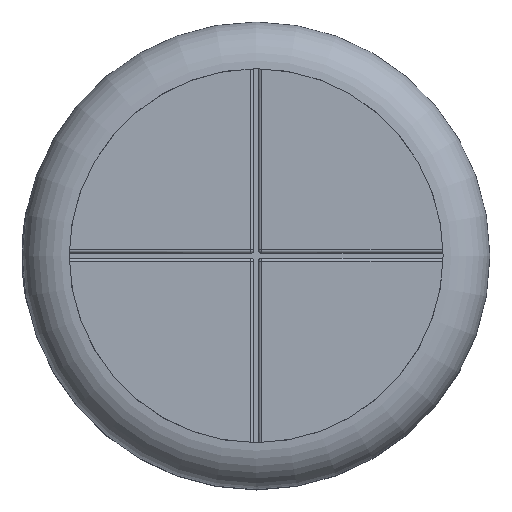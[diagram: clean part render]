
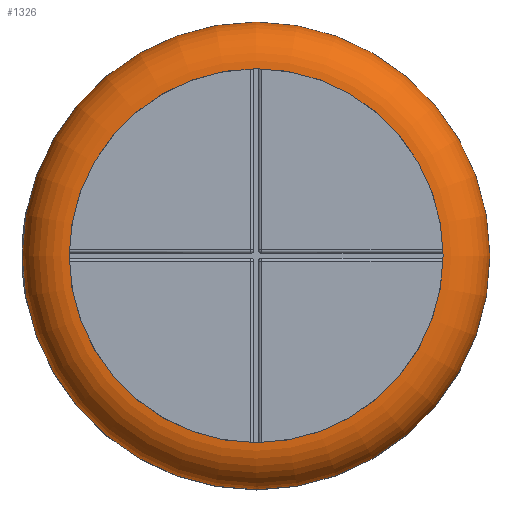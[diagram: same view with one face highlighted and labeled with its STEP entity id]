
A CAD part, top view. The second image highlights one B-rep face of the part: STEP entity #1326.
In plain terms, the highlighted toroidal (fillet/blend) face has major radius 4 mm and minor radius 1 mm.
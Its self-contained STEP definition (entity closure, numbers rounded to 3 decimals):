
#25=TOROIDAL_SURFACE('',#1482,4.,1.);
#401=FACE_OUTER_BOUND('',#477,.T.);
#477=EDGE_LOOP('',(#1245,#1246,#1247,#1248));
#505=CIRCLE('',#1398,4.);
#546=CIRCLE('',#1478,5.);
#548=CIRCLE('',#1483,1.);
#594=VERTEX_POINT('',#2075);
#671=VERTEX_POINT('',#2659);
#745=EDGE_CURVE('',#594,#594,#505,.T.);
#859=EDGE_CURVE('',#671,#671,#546,.T.);
#864=EDGE_CURVE('',#594,#671,#548,.T.);
#1245=ORIENTED_EDGE('',*,*,#745,.T.);
#1246=ORIENTED_EDGE('',*,*,#864,.T.);
#1247=ORIENTED_EDGE('',*,*,#859,.T.);
#1248=ORIENTED_EDGE('',*,*,#864,.F.);
#1326=ADVANCED_FACE('',(#401),#25,.T.);
#1398=AXIS2_PLACEMENT_3D('',#2076,#1638,#1639);
#1478=AXIS2_PLACEMENT_3D('',#2660,#1835,#1836);
#1482=AXIS2_PLACEMENT_3D('',#2667,#1846,#1847);
#1483=AXIS2_PLACEMENT_3D('',#2668,#1848,#1849);
#1638=DIRECTION('center_axis',(0.,0.,-1.));
#1639=DIRECTION('ref_axis',(1.,0.,0.));
#1835=DIRECTION('center_axis',(0.,0.,1.));
#1836=DIRECTION('ref_axis',(1.,0.,0.));
#1846=DIRECTION('center_axis',(0.,0.,1.));
#1847=DIRECTION('ref_axis',(1.,0.,0.));
#1848=DIRECTION('center_axis',(0.,-1.,0.));
#1849=DIRECTION('ref_axis',(-1.,0.,0.));
#2075=CARTESIAN_POINT('',(-4.,0.,8.));
#2076=CARTESIAN_POINT('Origin',(0.,0.,8.));
#2659=CARTESIAN_POINT('',(-5.,0.,7.));
#2660=CARTESIAN_POINT('Origin',(0.,0.,7.));
#2667=CARTESIAN_POINT('Origin',(0.,0.,7.));
#2668=CARTESIAN_POINT('Origin',(-4.,0.,7.));
